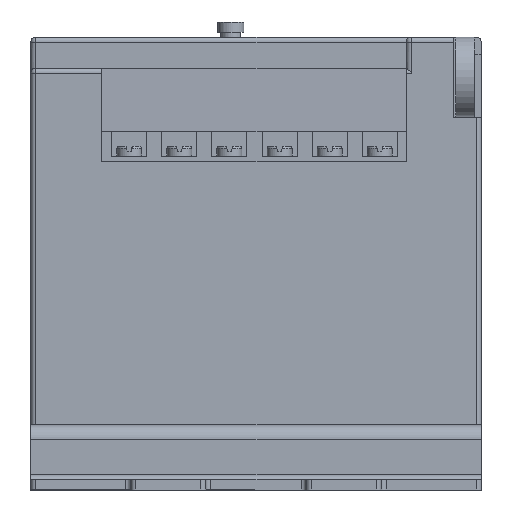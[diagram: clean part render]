
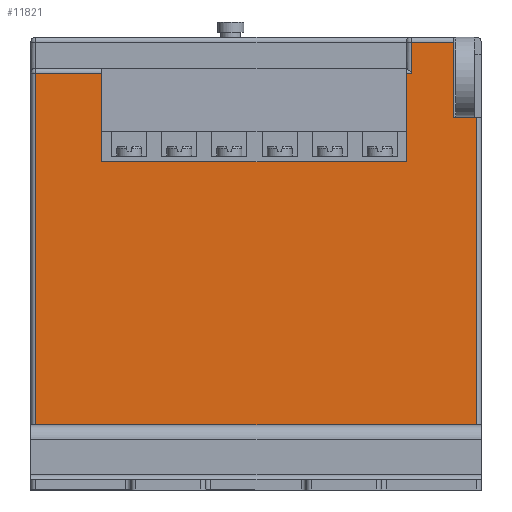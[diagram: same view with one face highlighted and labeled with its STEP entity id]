
A CAD part, front view. The second image highlights one B-rep face of the part: STEP entity #11821.
In plain terms, the highlighted planar face has unit normal (0, -1, 0).
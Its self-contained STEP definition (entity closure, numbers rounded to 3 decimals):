
#178 = VECTOR ( 'NONE', #4687, 1000. ) ;
#246 = VERTEX_POINT ( 'NONE', #3352 ) ;
#286 = ORIENTED_EDGE ( 'NONE', *, *, #3531, .T. ) ;
#614 = EDGE_CURVE ( 'NONE', #6005, #12171, #8938, .T. ) ;
#644 = LINE ( 'NONE', #6300, #5497 ) ;
#1081 = CARTESIAN_POINT ( 'NONE',  ( 90., -59., 38.75 ) ) ;
#1152 = EDGE_CURVE ( 'NONE', #11096, #9845, #11343, .T. ) ;
#1410 = VECTOR ( 'NONE', #4280, 1000. ) ;
#1489 = EDGE_CURVE ( 'NONE', #4669, #11096, #8502, .T. ) ;
#1656 = CARTESIAN_POINT ( 'NONE',  ( 90., -59., 31.55 ) ) ;
#1696 = ORIENTED_EDGE ( 'NONE', *, *, #2568, .T. ) ;
#1766 = VECTOR ( 'NONE', #2351, 1000. ) ;
#2011 = LINE ( 'NONE', #5666, #10115 ) ;
#2062 = DIRECTION ( 'NONE',  ( 0., 0., 1. ) ) ;
#2351 = DIRECTION ( 'NONE',  ( 1., 0., 0. ) ) ;
#2568 = EDGE_CURVE ( 'NONE', #9282, #12171, #3355, .T. ) ;
#2663 = EDGE_CURVE ( 'NONE', #6005, #11642, #9510, .T. ) ;
#2673 = DIRECTION ( 'NONE',  ( 0., 0., 1. ) ) ;
#2820 = DIRECTION ( 'NONE',  ( -1., 0., 0. ) ) ;
#2840 = VERTEX_POINT ( 'NONE', #3391 ) ;
#2878 = CARTESIAN_POINT ( 'NONE',  ( 90., -59., 37.75 ) ) ;
#3249 = LINE ( 'NONE', #6102, #10187 ) ;
#3276 = DIRECTION ( 'NONE',  ( -1., 0., 0. ) ) ;
#3352 = CARTESIAN_POINT ( 'NONE',  ( 76., -59., 31.55 ) ) ;
#3355 = LINE ( 'NONE', #10010, #1410 ) ;
#3391 = CARTESIAN_POINT ( 'NONE',  ( 75., -59., 13.85 ) ) ;
#3510 = VECTOR ( 'NONE', #3276, 1000. ) ;
#3531 = EDGE_CURVE ( 'NONE', #9845, #246, #2011, .T. ) ;
#3668 = ORIENTED_EDGE ( 'NONE', *, *, #10037, .F. ) ;
#3780 = ORIENTED_EDGE ( 'NONE', *, *, #4703, .F. ) ;
#3921 = DIRECTION ( 'NONE',  ( 1., 0., 0. ) ) ;
#3982 = FACE_OUTER_BOUND ( 'NONE', #9629, .T. ) ;
#4037 = DIRECTION ( 'NONE',  ( 0., 1., 0. ) ) ;
#4199 = ORIENTED_EDGE ( 'NONE', *, *, #5784, .F. ) ;
#4205 = LINE ( 'NONE', #8058, #3510 ) ;
#4208 = DIRECTION ( 'NONE',  ( -1., 0., 0. ) ) ;
#4280 = DIRECTION ( 'NONE',  ( 0., 0., -1. ) ) ;
#4538 = VECTOR ( 'NONE', #3921, 1000. ) ;
#4669 = VERTEX_POINT ( 'NONE', #5800 ) ;
#4687 = DIRECTION ( 'NONE',  ( -1., 0., 0. ) ) ;
#4703 = EDGE_CURVE ( 'NONE', #4669, #11642, #11586, .T. ) ;
#4785 = ORIENTED_EDGE ( 'NONE', *, *, #9440, .T. ) ;
#4838 = VERTEX_POINT ( 'NONE', #10074 ) ;
#5241 = CARTESIAN_POINT ( 'NONE',  ( 84.4, -59., 37.75 ) ) ;
#5497 = VECTOR ( 'NONE', #11220, 1000. ) ;
#5666 = CARTESIAN_POINT ( 'NONE',  ( 76., -59., 38.75 ) ) ;
#5680 = ORIENTED_EDGE ( 'NONE', *, *, #6379, .T. ) ;
#5691 = DIRECTION ( 'NONE',  ( 0., 0., 1. ) ) ;
#5784 = EDGE_CURVE ( 'NONE', #7630, #2840, #9195, .T. ) ;
#5799 = DIRECTION ( 'NONE',  ( 0., 0., -1. ) ) ;
#5800 = CARTESIAN_POINT ( 'NONE',  ( 84.4, -59., 22.75 ) ) ;
#5831 = CARTESIAN_POINT ( 'NONE',  ( 1., -59., 31.55 ) ) ;
#6005 = VERTEX_POINT ( 'NONE', #11440 ) ;
#6091 = VECTOR ( 'NONE', #5691, 1000. ) ;
#6102 = CARTESIAN_POINT ( 'NONE',  ( 14.2, -59., 20.05 ) ) ;
#6300 = CARTESIAN_POINT ( 'NONE',  ( 75., -59., 20.05 ) ) ;
#6379 = EDGE_CURVE ( 'NONE', #11155, #9282, #7369, .T. ) ;
#6442 = ORIENTED_EDGE ( 'NONE', *, *, #2663, .T. ) ;
#6799 = CARTESIAN_POINT ( 'NONE',  ( 84.4, -59., 22.75 ) ) ;
#7175 = CARTESIAN_POINT ( 'NONE',  ( 14.2, -59., 31.55 ) ) ;
#7176 = ORIENTED_EDGE ( 'NONE', *, *, #614, .F. ) ;
#7198 = AXIS2_PLACEMENT_3D ( 'NONE', #1081, #4037, #2062 ) ;
#7369 = LINE ( 'NONE', #1656, #178 ) ;
#7480 = ORIENTED_EDGE ( 'NONE', *, *, #1489, .T. ) ;
#7630 = VERTEX_POINT ( 'NONE', #9431 ) ;
#8058 = CARTESIAN_POINT ( 'NONE',  ( 90., -59., 31.55 ) ) ;
#8109 = CARTESIAN_POINT ( 'NONE',  ( 1., -59., -38.75 ) ) ;
#8297 = VECTOR ( 'NONE', #2820, 1000. ) ;
#8502 = LINE ( 'NONE', #10617, #6091 ) ;
#8799 = CARTESIAN_POINT ( 'NONE',  ( 76., -59., 37.75 ) ) ;
#8879 = VECTOR ( 'NONE', #4208, 1000. ) ;
#8893 = PLANE ( 'NONE',  #7198 ) ;
#8938 = LINE ( 'NONE', #10994, #8879 ) ;
#9195 = LINE ( 'NONE', #11875, #1766 ) ;
#9282 = VERTEX_POINT ( 'NONE', #5831 ) ;
#9431 = CARTESIAN_POINT ( 'NONE',  ( 14.2, -59., 13.85 ) ) ;
#9440 = EDGE_CURVE ( 'NONE', #246, #4838, #4205, .T. ) ;
#9510 = LINE ( 'NONE', #12203, #9548 ) ;
#9548 = VECTOR ( 'NONE', #2673, 1000. ) ;
#9629 = EDGE_LOOP ( 'NONE', ( #6442, #3780, #7480, #11824, #286, #4785, #3668, #4199, #9830, #5680, #1696, #7176 ) ) ;
#9830 = ORIENTED_EDGE ( 'NONE', *, *, #11433, .F. ) ;
#9845 = VERTEX_POINT ( 'NONE', #8799 ) ;
#9903 = DIRECTION ( 'NONE',  ( 0., 0., -1. ) ) ;
#10010 = CARTESIAN_POINT ( 'NONE',  ( 1., -59., -38.75 ) ) ;
#10037 = EDGE_CURVE ( 'NONE', #2840, #4838, #644, .T. ) ;
#10074 = CARTESIAN_POINT ( 'NONE',  ( 75., -59., 31.55 ) ) ;
#10115 = VECTOR ( 'NONE', #5799, 1000. ) ;
#10187 = VECTOR ( 'NONE', #9903, 1000. ) ;
#10617 = CARTESIAN_POINT ( 'NONE',  ( 84.4, -59., 22.75 ) ) ;
#10994 = CARTESIAN_POINT ( 'NONE',  ( 90., -59., -38.75 ) ) ;
#11096 = VERTEX_POINT ( 'NONE', #5241 ) ;
#11155 = VERTEX_POINT ( 'NONE', #7175 ) ;
#11220 = DIRECTION ( 'NONE',  ( 0., 0., 1. ) ) ;
#11343 = LINE ( 'NONE', #2878, #8297 ) ;
#11433 = EDGE_CURVE ( 'NONE', #11155, #7630, #3249, .T. ) ;
#11440 = CARTESIAN_POINT ( 'NONE',  ( 89., -59., -38.75 ) ) ;
#11460 = CARTESIAN_POINT ( 'NONE',  ( 89., -59., 22.75 ) ) ;
#11586 = LINE ( 'NONE', #6799, #4538 ) ;
#11642 = VERTEX_POINT ( 'NONE', #11460 ) ;
#11821 = ADVANCED_FACE ( 'NONE', ( #3982 ), #8893, .F. ) ;
#11824 = ORIENTED_EDGE ( 'NONE', *, *, #1152, .T. ) ;
#11875 = CARTESIAN_POINT ( 'NONE',  ( 14.2, -59., 13.85 ) ) ;
#12171 = VERTEX_POINT ( 'NONE', #8109 ) ;
#12203 = CARTESIAN_POINT ( 'NONE',  ( 89., -59., 38.75 ) ) ;
